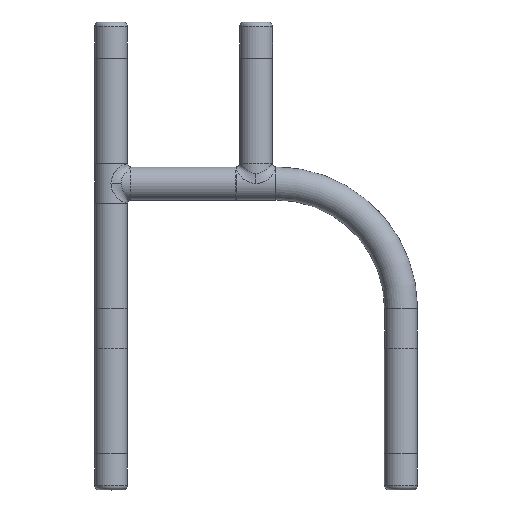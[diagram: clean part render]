
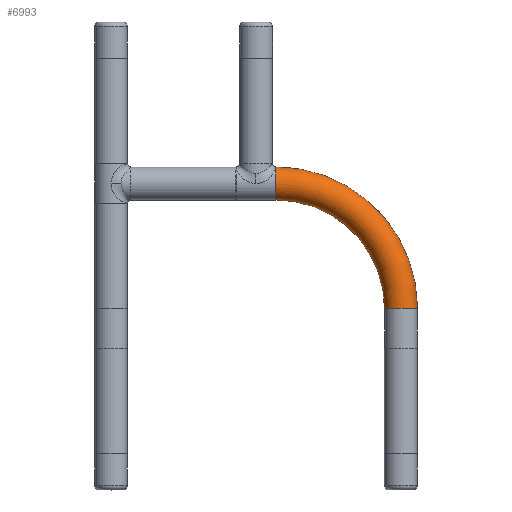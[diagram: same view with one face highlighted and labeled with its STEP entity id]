
A CAD part, top view. The second image highlights one B-rep face of the part: STEP entity #6993.
In plain terms, the highlighted toroidal (fillet/blend) face has major radius 94.8 mm and minor radius 12.5 mm.
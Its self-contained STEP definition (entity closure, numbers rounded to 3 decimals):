
#1264=TOROIDAL_SURFACE('',#48344,94.8,12.5);
#3082=CIRCLE('',#48338,12.5);
#3083=CIRCLE('',#48340,12.5);
#3084=CIRCLE('',#48342,82.3);
#3085=CIRCLE('',#48343,107.3);
#6993=ADVANCED_FACE('',(#10786),#1264,.T.);
#10786=FACE_OUTER_BOUND('',#13203,.T.);
#13203=EDGE_LOOP('',(#17667,#17668,#17669,#17670));
#17667=ORIENTED_EDGE('',*,*,#35270,.F.);
#17668=ORIENTED_EDGE('',*,*,#35272,.T.);
#17669=ORIENTED_EDGE('',*,*,#35268,.T.);
#17670=ORIENTED_EDGE('',*,*,#35273,.T.);
#30401=VERTEX_POINT('',#75584);
#30402=VERTEX_POINT('',#75586);
#30403=VERTEX_POINT('',#75590);
#30404=VERTEX_POINT('',#75592);
#35268=EDGE_CURVE('',#30401,#30402,#3082,.T.);
#35270=EDGE_CURVE('',#30403,#30404,#3083,.T.);
#35272=EDGE_CURVE('',#30403,#30401,#3084,.T.);
#35273=EDGE_CURVE('',#30402,#30404,#3085,.T.);
#48338=AXIS2_PLACEMENT_3D('',#75587,#54519,#54520);
#48340=AXIS2_PLACEMENT_3D('',#75591,#54524,#54525);
#48342=AXIS2_PLACEMENT_3D('',#75595,#54529,#54530);
#48343=AXIS2_PLACEMENT_3D('',#75596,#54531,#54532);
#48344=AXIS2_PLACEMENT_3D('',#75597,#54533,#54534);
#54519=DIRECTION('',(0.,1.,0.));
#54520=DIRECTION('',(-1.,0.,0.));
#54524=DIRECTION('',(-1.,0.,0.));
#54525=DIRECTION('',(0.,-1.,0.));
#54529=DIRECTION('',(0.,0.,-1.));
#54530=DIRECTION('',(-1.,0.,0.));
#54531=DIRECTION('',(0.,0.,1.));
#54532=DIRECTION('',(-1.,0.,0.));
#54533=DIRECTION('',(0.,0.,-1.));
#54534=DIRECTION('',(-1.,0.,0.));
#75584=CARTESIAN_POINT('',(207.325,125.075,0.));
#75586=CARTESIAN_POINT('',(232.325,125.075,0.));
#75587=CARTESIAN_POINT('',(219.825,125.075,0.));
#75590=CARTESIAN_POINT('',(125.05,207.35,0.));
#75591=CARTESIAN_POINT('',(125.05,219.85,0.));
#75592=CARTESIAN_POINT('',(125.05,232.35,0.));
#75595=CARTESIAN_POINT('',(125.025,125.05,0.));
#75596=CARTESIAN_POINT('',(125.025,125.05,0.));
#75597=CARTESIAN_POINT('',(125.025,125.05,0.));
